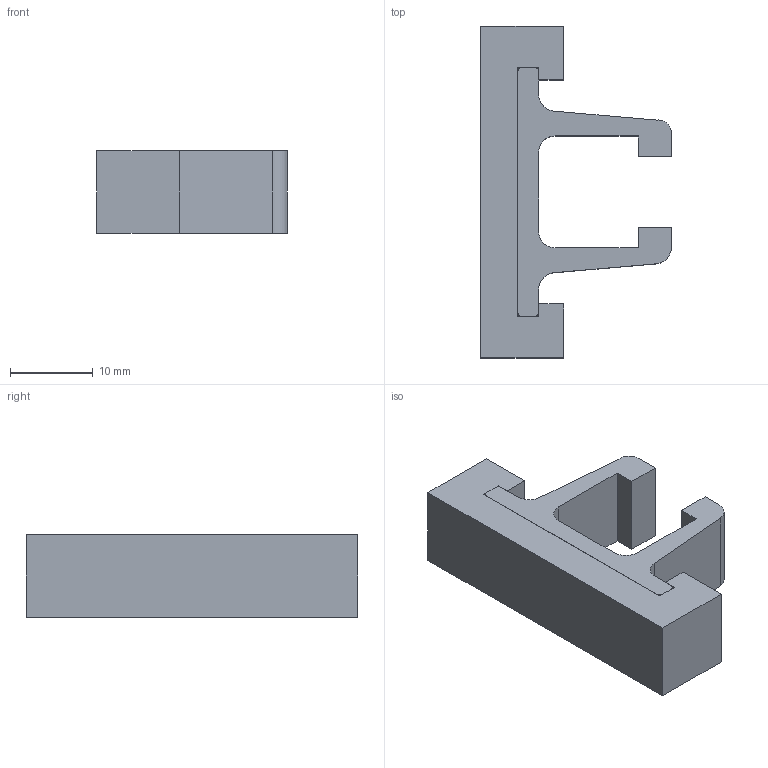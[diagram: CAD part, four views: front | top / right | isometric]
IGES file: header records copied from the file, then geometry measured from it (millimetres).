
Global section: file name: 904516.stp.ipt; native system: Autodesk Inventor 2014; preprocessor: unknown; author: zeman; date: 20151020.100256; units: millimetre
Bounding box: 23 x 40 x 10 mm (x, y, z)
Volume: 4192.4 mm3; surface area: 3319.9 mm2
Topology: 2 solids, 2 shells, 42 faces, 114 edges, 76 vertices
Faces by surface type: plane 32, cylinder 6, revolution 4
